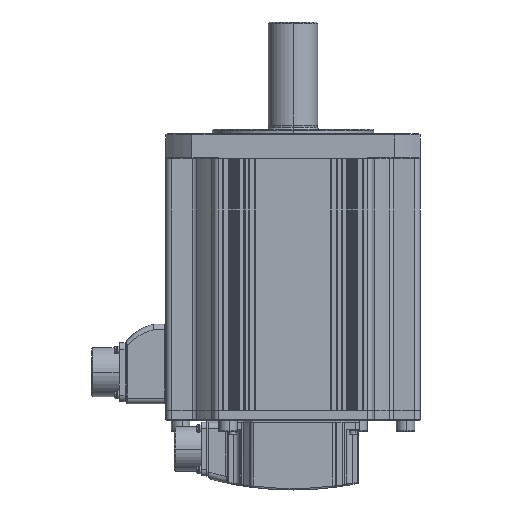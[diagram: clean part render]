
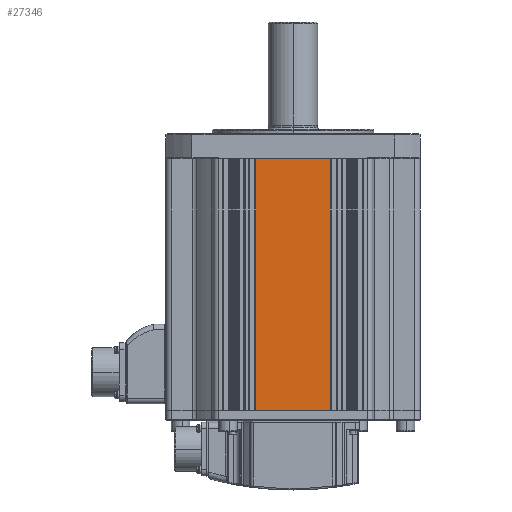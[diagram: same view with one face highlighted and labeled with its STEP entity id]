
A CAD part, left-side view. The second image highlights one B-rep face of the part: STEP entity #27346.
In plain terms, the highlighted planar face has unit normal (-1, 0, 0).
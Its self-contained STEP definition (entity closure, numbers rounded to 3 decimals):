
#11410 = VERTEX_POINT ( 'NONE', #108665 ) ;
#11412 = VERTEX_POINT ( 'NONE', #108684 ) ;
#27346 = ADVANCED_FACE ( 'NONE', ( #107776 ), #107791, .F. ) ;
#31115 = ORIENTED_EDGE ( 'NONE', *, *, #114143, .F. ) ;
#31119 = ORIENTED_EDGE ( 'NONE', *, *, #113927, .F. ) ;
#31138 = ORIENTED_EDGE ( 'NONE', *, *, #114187, .T. ) ;
#31168 = ORIENTED_EDGE ( 'NONE', *, *, #114139, .T. ) ;
#35305 = EDGE_LOOP ( 'NONE', ( #31138, #31115, #31119, #31168 ) ) ;
#35705 = VERTEX_POINT ( 'NONE', #71372 ) ;
#50817 = LINE ( 'NONE', #50818, #60003 ) ;
#50818 = CARTESIAN_POINT ( 'NONE',  ( -90., 0., 0. ) ) ;
#50852 = DIRECTION ( 'NONE',  ( 0., -1., 0. ) ) ;
#52706 = AXIS2_PLACEMENT_3D ( 'NONE', #107798, #107804, #107815 ) ;
#60003 = VECTOR ( 'NONE', #50852, 1000. ) ;
#60782 = VECTOR ( 'NONE', #61359, 1000. ) ;
#60843 = VECTOR ( 'NONE', #61439, 1000. ) ;
#60874 = VECTOR ( 'NONE', #61565, 1000. ) ;
#61359 = DIRECTION ( 'NONE',  ( 0., 0., -1. ) ) ;
#61361 = LINE ( 'NONE', #61402, #60843 ) ;
#61398 = LINE ( 'NONE', #61405, #60782 ) ;
#61402 = CARTESIAN_POINT ( 'NONE',  ( -90., -26.5, 0. ) ) ;
#61405 = CARTESIAN_POINT ( 'NONE',  ( -90., 26.5, 0. ) ) ;
#61439 = DIRECTION ( 'NONE',  ( 0., 0., -1. ) ) ;
#61547 = CARTESIAN_POINT ( 'NONE',  ( -90., -26.5, -178. ) ) ;
#61565 = DIRECTION ( 'NONE',  ( 0., -1., 0. ) ) ;
#61573 = LINE ( 'NONE', #61547, #60874 ) ;
#71372 = CARTESIAN_POINT ( 'NONE',  ( -90., 26.5, -178. ) ) ;
#86633 = CARTESIAN_POINT ( 'NONE',  ( -90., -26.5, -178. ) ) ;
#107776 = FACE_OUTER_BOUND ( 'NONE', #35305, .T. ) ;
#107791 = PLANE ( 'NONE',  #52706 ) ;
#107798 = CARTESIAN_POINT ( 'NONE',  ( -90., -26.5, 0. ) ) ;
#107804 = DIRECTION ( 'NONE',  ( 1., 0., 0. ) ) ;
#107815 = DIRECTION ( 'NONE',  ( 0., 1., 0. ) ) ;
#108665 = CARTESIAN_POINT ( 'NONE',  ( -90., 26.5, 0. ) ) ;
#108684 = CARTESIAN_POINT ( 'NONE',  ( -90., -26.5, 0. ) ) ;
#113927 = EDGE_CURVE ( 'NONE', #11410, #11412, #50817, .T. ) ;
#114139 = EDGE_CURVE ( 'NONE', #11410, #35705, #61398, .T. ) ;
#114143 = EDGE_CURVE ( 'NONE', #11412, #114797, #61361, .T. ) ;
#114187 = EDGE_CURVE ( 'NONE', #35705, #114797, #61573, .T. ) ;
#114797 = VERTEX_POINT ( 'NONE', #86633 ) ;
